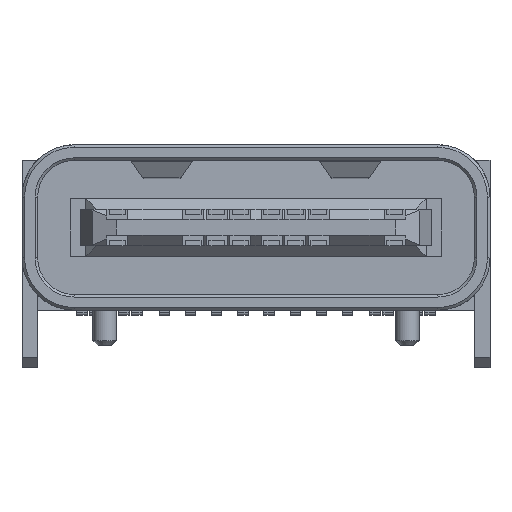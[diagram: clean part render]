
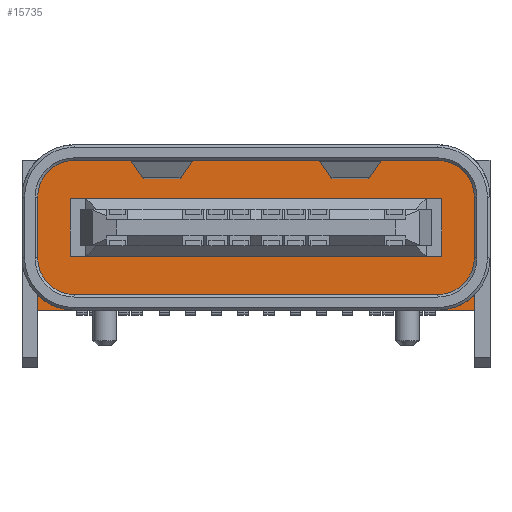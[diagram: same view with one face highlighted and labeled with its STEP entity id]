
A CAD part, front view. The second image highlights one B-rep face of the part: STEP entity #15735.
In plain terms, the highlighted planar face has unit normal (0, -1, 0).
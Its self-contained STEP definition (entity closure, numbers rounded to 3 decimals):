
#15735 = ADVANCED_FACE('',(#15736,#15770),#15822,.T.);
#15736 = FACE_BOUND('',#15737,.T.);
#15737 = EDGE_LOOP('',(#15738,#15748,#15756,#15764));
#15738 = ORIENTED_EDGE('',*,*,#15739,.F.);
#15739 = EDGE_CURVE('',#15740,#15742,#15744,.T.);
#15740 = VERTEX_POINT('',#15741);
#15741 = CARTESIAN_POINT('',(3.55,0.45,
    2.23));
#15742 = VERTEX_POINT('',#15743);
#15743 = CARTESIAN_POINT('',(-3.55,0.45,
    2.23));
#15744 = LINE('',#15745,#15746);
#15745 = CARTESIAN_POINT('',(-3.55,0.45,
    2.23));
#15746 = VECTOR('',#15747,1.);
#15747 = DIRECTION('',(-1.,0.,0.));
#15748 = ORIENTED_EDGE('',*,*,#15749,.T.);
#15749 = EDGE_CURVE('',#15740,#15750,#15752,.T.);
#15750 = VERTEX_POINT('',#15751);
#15751 = CARTESIAN_POINT('',(3.55,0.45,
    1.13));
#15752 = LINE('',#15753,#15754);
#15753 = CARTESIAN_POINT('',(3.55,0.45,
    2.23));
#15754 = VECTOR('',#15755,1.);
#15755 = DIRECTION('',(0.,0.,-1.));
#15756 = ORIENTED_EDGE('',*,*,#15757,.F.);
#15757 = EDGE_CURVE('',#15758,#15750,#15760,.T.);
#15758 = VERTEX_POINT('',#15759);
#15759 = CARTESIAN_POINT('',(-3.55,0.45,
    1.13));
#15760 = LINE('',#15761,#15762);
#15761 = CARTESIAN_POINT('',(-3.55,0.45,
    1.13));
#15762 = VECTOR('',#15763,1.);
#15763 = DIRECTION('',(1.,0.,0.));
#15764 = ORIENTED_EDGE('',*,*,#15765,.F.);
#15765 = EDGE_CURVE('',#15742,#15758,#15766,.T.);
#15766 = LINE('',#15767,#15768);
#15767 = CARTESIAN_POINT('',(-3.55,0.45,
    2.23));
#15768 = VECTOR('',#15769,1.);
#15769 = DIRECTION('',(0.,0.,-1.));
#15770 = FACE_BOUND('',#15771,.T.);
#15771 = EDGE_LOOP('',(#15772,#15783,#15791,#15800,#15808,#15816));
#15772 = ORIENTED_EDGE('',*,*,#15773,.T.);
#15773 = EDGE_CURVE('',#15774,#15776,#15778,.T.);
#15774 = VERTEX_POINT('',#15775);
#15775 = CARTESIAN_POINT('',(4.17,0.45,
    2.26));
#15776 = VERTEX_POINT('',#15777);
#15777 = CARTESIAN_POINT('',(3.47,0.45,
    2.96));
#15778 = CIRCLE('',#15779,0.7);
#15779 = AXIS2_PLACEMENT_3D('',#15780,#15781,#15782);
#15780 = CARTESIAN_POINT('',(3.47,0.45,
    2.26));
#15781 = DIRECTION('',(0.,-1.,0.));
#15782 = DIRECTION('',(0.,0.,1.));
#15783 = ORIENTED_EDGE('',*,*,#15784,.F.);
#15784 = EDGE_CURVE('',#15785,#15776,#15787,.T.);
#15785 = VERTEX_POINT('',#15786);
#15786 = CARTESIAN_POINT('',(-3.47,0.45,
    2.96));
#15787 = LINE('',#15788,#15789);
#15788 = CARTESIAN_POINT('',(-3.47,0.45,
    2.96));
#15789 = VECTOR('',#15790,1.);
#15790 = DIRECTION('',(1.,0.,0.));
#15791 = ORIENTED_EDGE('',*,*,#15792,.F.);
#15792 = EDGE_CURVE('',#15793,#15785,#15795,.T.);
#15793 = VERTEX_POINT('',#15794);
#15794 = CARTESIAN_POINT('',(-4.17,0.45,
    2.26));
#15795 = CIRCLE('',#15796,0.7);
#15796 = AXIS2_PLACEMENT_3D('',#15797,#15798,#15799);
#15797 = CARTESIAN_POINT('',(-3.47,0.45,
    2.26));
#15798 = DIRECTION('',(0.,1.,0.));
#15799 = DIRECTION('',(0.,0.,1.));
#15800 = ORIENTED_EDGE('',*,*,#15801,.F.);
#15801 = EDGE_CURVE('',#15802,#15793,#15804,.T.);
#15802 = VERTEX_POINT('',#15803);
#15803 = CARTESIAN_POINT('',(-4.17,0.45,
    0.1));
#15804 = LINE('',#15805,#15806);
#15805 = CARTESIAN_POINT('',(-4.17,0.45,
    1.1));
#15806 = VECTOR('',#15807,1.);
#15807 = DIRECTION('',(0.,0.,1.));
#15808 = ORIENTED_EDGE('',*,*,#15809,.F.);
#15809 = EDGE_CURVE('',#15810,#15802,#15812,.T.);
#15810 = VERTEX_POINT('',#15811);
#15811 = CARTESIAN_POINT('',(4.17,0.45,
    0.1));
#15812 = LINE('',#15813,#15814);
#15813 = CARTESIAN_POINT('',(4.17,0.45,
    0.1));
#15814 = VECTOR('',#15815,1.);
#15815 = DIRECTION('',(-1.,0.,0.));
#15816 = ORIENTED_EDGE('',*,*,#15817,.T.);
#15817 = EDGE_CURVE('',#15810,#15774,#15818,.T.);
#15818 = LINE('',#15819,#15820);
#15819 = CARTESIAN_POINT('',(4.17,0.45,1.1
    ));
#15820 = VECTOR('',#15821,1.);
#15821 = DIRECTION('',(0.,0.,1.));
#15822 = PLANE('',#15823);
#15823 = AXIS2_PLACEMENT_3D('',#15824,#15825,#15826);
#15824 = CARTESIAN_POINT('',(-4.17,0.45,
    11.514));
#15825 = DIRECTION('',(0.,-1.,0.));
#15826 = DIRECTION('',(0.,0.,1.));
